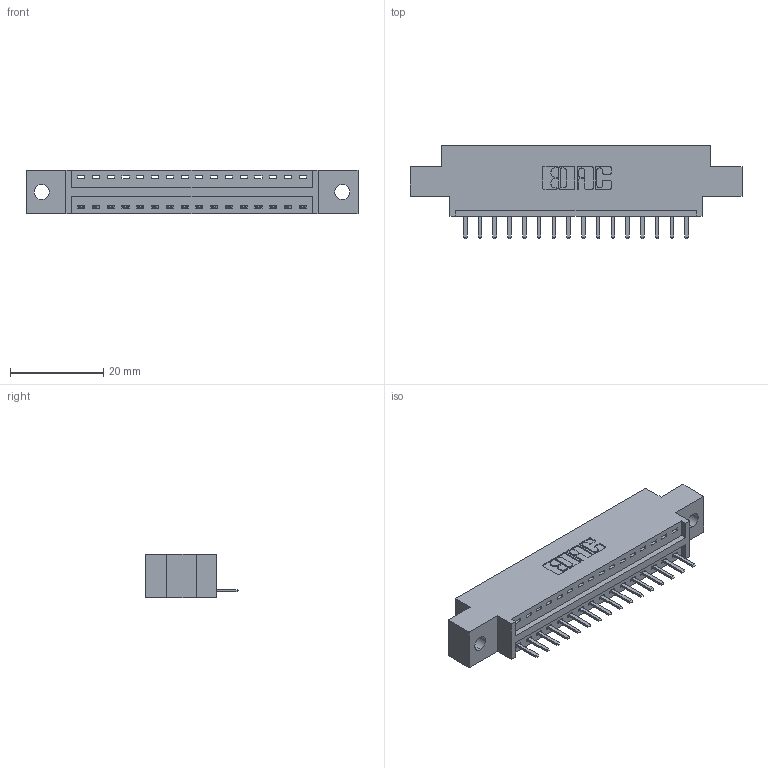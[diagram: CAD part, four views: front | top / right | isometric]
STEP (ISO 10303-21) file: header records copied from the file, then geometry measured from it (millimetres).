
FILE_DESCRIPTION (( 'STEP AP203' ), '1' );
FILE_NAME ('346-016-520-602.STEP', '2018-08-20T03:35:57', ( '' ), ( '' ), 'SwSTEP 2.0', 'SolidWorks 2016', '' );
FILE_SCHEMA (( 'CONFIG_CONTROL_DESIGN' ));
Length unit declared in the file: inch
Products named in the file (3): 345-292-001_345-293-120; 346-016-520-602; 346 Part_0.170 Offset - 0.128 Dia
Assembly tree (17 placements, depth 2):
  346-016-520-602
    346 Part_0.170 Offset - 0.128 Dia
    345-292-001_345-293-120  x16
Bounding box: 71.37 x 20.02 x 9.4 mm (x, y, z)
Volume: 6415.6 mm3; surface area: 7473.6 mm2
Topology: 17 solids, 17 shells, 1118 faces, 3285 edges, 2146 vertices
Faces by surface type: plane 752, cylinder 366
Entity records: 13679 total; most frequent: CARTESIAN_POINT 2372, ORIENTED_EDGE 2310, DIRECTION 2111, EDGE_CURVE 1155, VECTOR 955, LINE 955, VERTEX_POINT 766, AXIS2_PLACEMENT_3D 578
